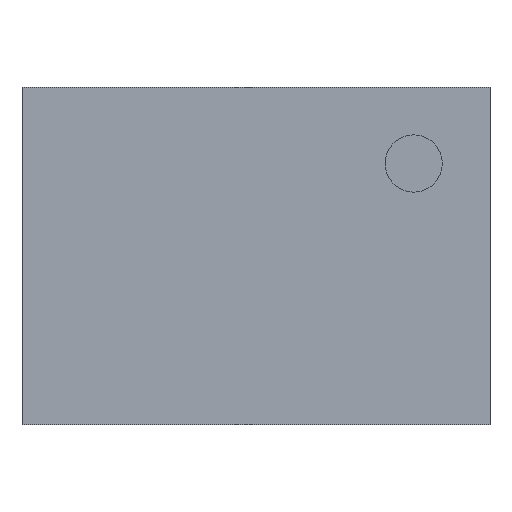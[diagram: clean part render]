
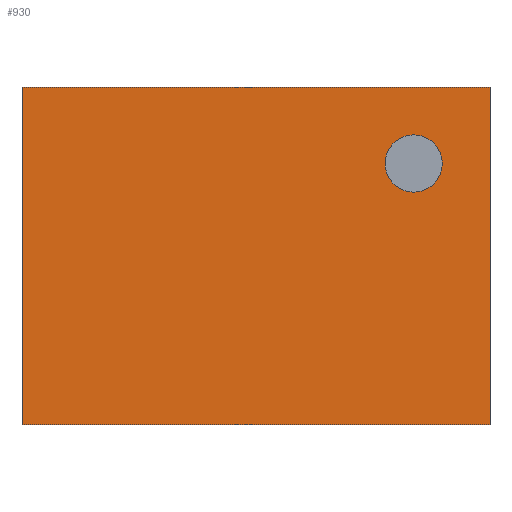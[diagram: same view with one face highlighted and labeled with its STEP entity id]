
A CAD part, top view. The second image highlights one B-rep face of the part: STEP entity #930.
In plain terms, the highlighted planar face has unit normal (0, 0, 1).
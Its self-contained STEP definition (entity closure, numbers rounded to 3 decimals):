
#4 = LINE ( 'NONE', #558, #625 ) ;
#13 = AXIS2_PLACEMENT_3D ( 'NONE', #69, #382, #452 ) ;
#16 = LINE ( 'NONE', #629, #117 ) ;
#69 = CARTESIAN_POINT ( 'NONE',  ( 0.613, 0., 0.625 ) ) ;
#72 = LINE ( 'NONE', #940, #919 ) ;
#85 = VERTEX_POINT ( 'NONE', #432 ) ;
#117 = VECTOR ( 'NONE', #854, 1000. ) ;
#134 = DIRECTION ( 'NONE',  ( 0., 0., 1. ) ) ;
#152 = EDGE_LOOP ( 'NONE', ( #775, #292, #159, #826 ) ) ;
#159 = ORIENTED_EDGE ( 'NONE', *, *, #200, .F. ) ;
#200 = EDGE_CURVE ( 'NONE', #305, #371, #542, .T. ) ;
#253 = VECTOR ( 'NONE', #461, 1000. ) ;
#266 = EDGE_CURVE ( 'NONE', #85, #474, #308, .T. ) ;
#292 = ORIENTED_EDGE ( 'NONE', *, *, #364, .F. ) ;
#294 = EDGE_CURVE ( 'NONE', #474, #85, #387, .T. ) ;
#305 = VERTEX_POINT ( 'NONE', #934 ) ;
#308 = CIRCLE ( 'NONE', #465, 0.075 ) ;
#316 = CARTESIAN_POINT ( 'NONE',  ( 0.413, 0.242, 0.625 ) ) ;
#317 = CARTESIAN_POINT ( 'NONE',  ( 0.613, 0.442, 0.625 ) ) ;
#319 = DIRECTION ( 'NONE',  ( -1., 0., 0. ) ) ;
#364 = EDGE_CURVE ( 'NONE', #371, #384, #16, .T. ) ;
#371 = VERTEX_POINT ( 'NONE', #642 ) ;
#380 = ORIENTED_EDGE ( 'NONE', *, *, #294, .F. ) ;
#382 = DIRECTION ( 'NONE',  ( 0., 0., -1. ) ) ;
#384 = VERTEX_POINT ( 'NONE', #791 ) ;
#387 = CIRCLE ( 'NONE', #905, 0.075 ) ;
#393 = DIRECTION ( 'NONE',  ( 1., 0., 0. ) ) ;
#396 = DIRECTION ( 'NONE',  ( 0., 1., 0. ) ) ;
#432 = CARTESIAN_POINT ( 'NONE',  ( 0.488, 0.242, 0.625 ) ) ;
#452 = DIRECTION ( 'NONE',  ( -1., 0., 0. ) ) ;
#461 = DIRECTION ( 'NONE',  ( 1., 0., 0. ) ) ;
#465 = AXIS2_PLACEMENT_3D ( 'NONE', #688, #134, #393 ) ;
#474 = VERTEX_POINT ( 'NONE', #739 ) ;
#525 = PLANE ( 'NONE',  #13 ) ;
#528 = VERTEX_POINT ( 'NONE', #776 ) ;
#542 = LINE ( 'NONE', #317, #253 ) ;
#558 = CARTESIAN_POINT ( 'NONE',  ( 0.613, -0.442, 0.625 ) ) ;
#559 = DIRECTION ( 'NONE',  ( 1., 0., 0. ) ) ;
#615 = EDGE_CURVE ( 'NONE', #528, #305, #72, .T. ) ;
#625 = VECTOR ( 'NONE', #319, 1000. ) ;
#629 = CARTESIAN_POINT ( 'NONE',  ( 0.613, 0., 0.625 ) ) ;
#641 = EDGE_CURVE ( 'NONE', #384, #528, #4, .T. ) ;
#642 = CARTESIAN_POINT ( 'NONE',  ( 0.613, 0.442, 0.625 ) ) ;
#688 = CARTESIAN_POINT ( 'NONE',  ( 0.413, 0.242, 0.625 ) ) ;
#713 = DIRECTION ( 'NONE',  ( 0., 0., 1. ) ) ;
#739 = CARTESIAN_POINT ( 'NONE',  ( 0.338, 0.242, 0.625 ) ) ;
#769 = ORIENTED_EDGE ( 'NONE', *, *, #266, .F. ) ;
#775 = ORIENTED_EDGE ( 'NONE', *, *, #641, .F. ) ;
#776 = CARTESIAN_POINT ( 'NONE',  ( -0.613, -0.442, 0.625 ) ) ;
#791 = CARTESIAN_POINT ( 'NONE',  ( 0.613, -0.442, 0.625 ) ) ;
#826 = ORIENTED_EDGE ( 'NONE', *, *, #615, .F. ) ;
#854 = DIRECTION ( 'NONE',  ( 0., -1., 0. ) ) ;
#883 = FACE_OUTER_BOUND ( 'NONE', #152, .T. ) ;
#892 = FACE_BOUND ( 'NONE', #974, .T. ) ;
#905 = AXIS2_PLACEMENT_3D ( 'NONE', #316, #713, #559 ) ;
#919 = VECTOR ( 'NONE', #396, 1000. ) ;
#930 = ADVANCED_FACE ( 'NONE', ( #883, #892 ), #525, .F. ) ;
#934 = CARTESIAN_POINT ( 'NONE',  ( -0.613, 0.442, 0.625 ) ) ;
#940 = CARTESIAN_POINT ( 'NONE',  ( -0.613, 0., 0.625 ) ) ;
#974 = EDGE_LOOP ( 'NONE', ( #769, #380 ) ) ;
